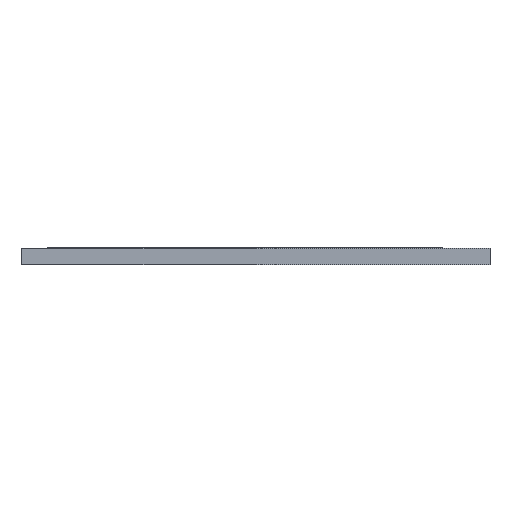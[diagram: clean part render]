
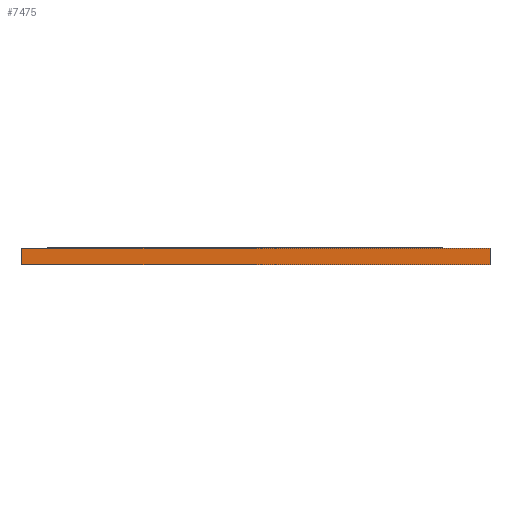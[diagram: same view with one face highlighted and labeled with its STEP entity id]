
A CAD part, front view. The second image highlights one B-rep face of the part: STEP entity #7475.
In plain terms, the highlighted planar face has unit normal (0, -1, 0).
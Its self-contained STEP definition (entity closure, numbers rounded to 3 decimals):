
#7475 = ADVANCED_FACE('',(#7476),#7510,.T.);
#7476 = FACE_BOUND('',#7477,.T.);
#7477 = EDGE_LOOP('',(#7478,#7488,#7496,#7504));
#7478 = ORIENTED_EDGE('',*,*,#7479,.T.);
#7479 = EDGE_CURVE('',#7480,#7482,#7484,.T.);
#7480 = VERTEX_POINT('',#7481);
#7481 = CARTESIAN_POINT('',(128.588,-104.775,0.));
#7482 = VERTEX_POINT('',#7483);
#7483 = CARTESIAN_POINT('',(128.588,-104.775,1.51));
#7484 = LINE('',#7485,#7486);
#7485 = CARTESIAN_POINT('',(128.588,-104.775,0.));
#7486 = VECTOR('',#7487,1.);
#7487 = DIRECTION('',(0.,0.,1.));
#7488 = ORIENTED_EDGE('',*,*,#7489,.T.);
#7489 = EDGE_CURVE('',#7482,#7490,#7492,.T.);
#7490 = VERTEX_POINT('',#7491);
#7491 = CARTESIAN_POINT('',(85.725,-104.775,1.51));
#7492 = LINE('',#7493,#7494);
#7493 = CARTESIAN_POINT('',(128.588,-104.775,1.51));
#7494 = VECTOR('',#7495,1.);
#7495 = DIRECTION('',(-1.,0.,0.));
#7496 = ORIENTED_EDGE('',*,*,#7497,.F.);
#7497 = EDGE_CURVE('',#7498,#7490,#7500,.T.);
#7498 = VERTEX_POINT('',#7499);
#7499 = CARTESIAN_POINT('',(85.725,-104.775,0.));
#7500 = LINE('',#7501,#7502);
#7501 = CARTESIAN_POINT('',(85.725,-104.775,0.));
#7502 = VECTOR('',#7503,1.);
#7503 = DIRECTION('',(0.,0.,1.));
#7504 = ORIENTED_EDGE('',*,*,#7505,.F.);
#7505 = EDGE_CURVE('',#7480,#7498,#7506,.T.);
#7506 = LINE('',#7507,#7508);
#7507 = CARTESIAN_POINT('',(128.588,-104.775,0.));
#7508 = VECTOR('',#7509,1.);
#7509 = DIRECTION('',(-1.,0.,0.));
#7510 = PLANE('',#7511);
#7511 = AXIS2_PLACEMENT_3D('',#7512,#7513,#7514);
#7512 = CARTESIAN_POINT('',(128.588,-104.775,0.));
#7513 = DIRECTION('',(0.,-1.,0.));
#7514 = DIRECTION('',(-1.,0.,0.));
